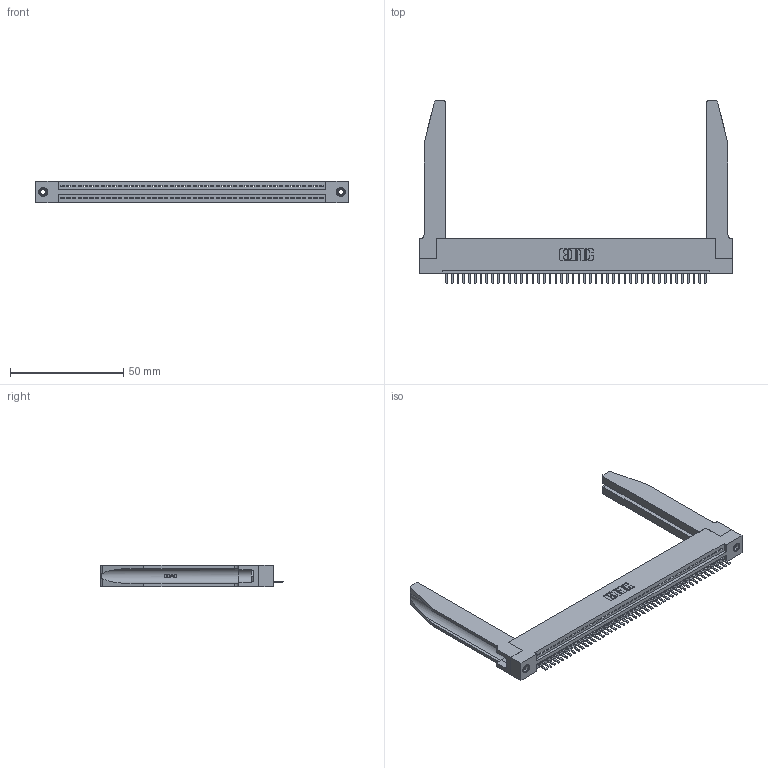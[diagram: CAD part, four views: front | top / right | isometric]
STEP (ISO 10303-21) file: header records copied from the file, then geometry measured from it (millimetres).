
FILE_DESCRIPTION (( 'STEP AP203' ), '1' );
FILE_NAME ('345-046-520-178.STEP', '2019-10-08T22:44:30', ( '' ), ( '' ), 'SwSTEP 2.0', 'SolidWorks 2016', '' );
FILE_SCHEMA (( 'CONFIG_CONTROL_DESIGN' ));
Length unit declared in the file: inch
Products named in the file (5): 345 Part_Flush Mounting Lugs - 0.156 Dia-TH; 345-292-001_345-293-120; 345-220-078_345-220-078; 345-046-520-178; 345-250-001_345-250-001-102
Assembly tree (51 placements, depth 2):
  345-046-520-178
    345 Part_Flush Mounting Lugs - 0.156 Dia-TH
    345-292-001_345-293-120  x46
    345-250-001_345-250-001-102  x2
    345-220-078_345-220-078  x2
Bounding box: 138.07 x 80.64 x 9.4 mm (x, y, z)
Volume: 20785.4 mm3; surface area: 23762.7 mm2
Topology: 51 solids, 51 shells, 3212 faces, 9413 edges, 6142 vertices
Faces by surface type: plane 2154, cylinder 1006, bspline 36, cone 12, torus 4
Entity records: 38936 total; most frequent: CARTESIAN_POINT 7653, ORIENTED_EDGE 6518, DIRECTION 5673, EDGE_CURVE 3259, LINE 2845, VECTOR 2845, VERTEX_POINT 2164, AXIS2_PLACEMENT_3D 1414
